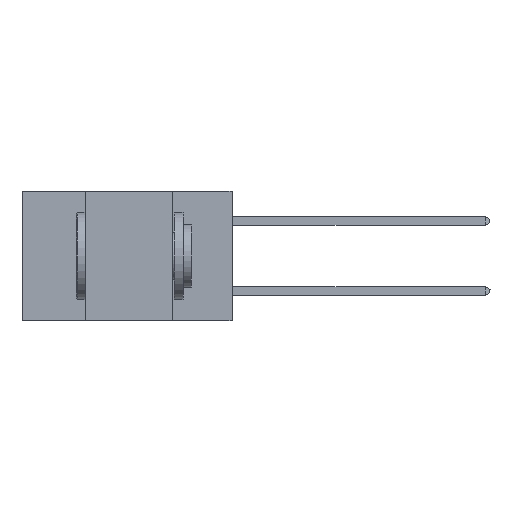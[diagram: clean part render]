
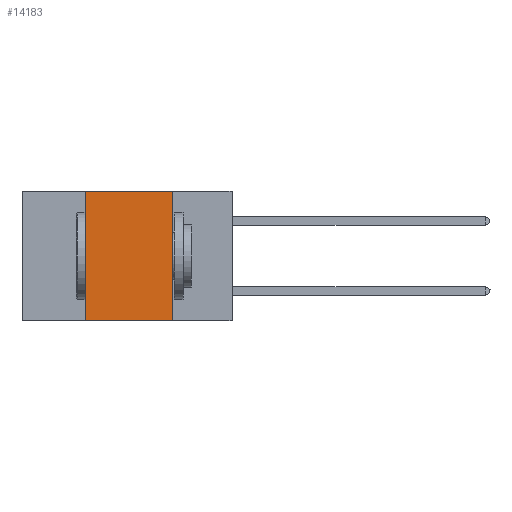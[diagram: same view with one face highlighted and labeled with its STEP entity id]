
A CAD part, left-side view. The second image highlights one B-rep face of the part: STEP entity #14183.
In plain terms, the highlighted planar face has unit normal (-1, 0, 0).
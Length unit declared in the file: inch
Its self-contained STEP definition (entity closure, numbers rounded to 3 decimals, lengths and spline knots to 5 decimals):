
#556 = EDGE_CURVE ( 'NONE', #23663, #13319, #19584, .T. ) ;
#1010 = DIRECTION ( 'NONE',  ( 0., -1., 0. ) ) ;
#1109 = CARTESIAN_POINT ( 'NONE',  ( 0., 0.6, -0.37 ) ) ;
#1709 = EDGE_CURVE ( 'NONE', #23663, #17933, #13282, .T. ) ;
#2412 = VECTOR ( 'NONE', #14306, 39.37008 ) ;
#2829 = VECTOR ( 'NONE', #16476, 39.37008 ) ;
#4230 = ORIENTED_EDGE ( 'NONE', *, *, #28538, .F. ) ;
#4972 = ORIENTED_EDGE ( 'NONE', *, *, #24824, .F. ) ;
#5059 = ORIENTED_EDGE ( 'NONE', *, *, #556, .F. ) ;
#5248 = CARTESIAN_POINT ( 'NONE',  ( 0., 0.17, 0. ) ) ;
#5944 = VERTEX_POINT ( 'NONE', #7181 ) ;
#6254 = ORIENTED_EDGE ( 'NONE', *, *, #1709, .T. ) ;
#7181 = CARTESIAN_POINT ( 'NONE',  ( 0., 0.17, 0. ) ) ;
#7988 = DIRECTION ( 'NONE',  ( 1., 0., 0. ) ) ;
#8900 = CARTESIAN_POINT ( 'NONE',  ( 0., 0.17, -0.37 ) ) ;
#11513 = VECTOR ( 'NONE', #20826, 39.37008 ) ;
#12885 = LINE ( 'NONE', #5248, #11513 ) ;
#12944 = AXIS2_PLACEMENT_3D ( 'NONE', #21260, #7988, #23457 ) ;
#13282 = LINE ( 'NONE', #1109, #24324 ) ;
#13319 = VERTEX_POINT ( 'NONE', #27811 ) ;
#14183 = ADVANCED_FACE ( 'NONE', ( #21304 ), #16891, .F. ) ;
#14306 = DIRECTION ( 'NONE',  ( 0., 0., 1. ) ) ;
#16476 = DIRECTION ( 'NONE',  ( 0., -1., 0. ) ) ;
#16891 = PLANE ( 'NONE',  #12944 ) ;
#17933 = VERTEX_POINT ( 'NONE', #8900 ) ;
#19584 = LINE ( 'NONE', #28105, #2412 ) ;
#19967 = LINE ( 'NONE', #27454, #2829 ) ;
#20826 = DIRECTION ( 'NONE',  ( 0., 0., -1. ) ) ;
#21260 = CARTESIAN_POINT ( 'NONE',  ( 0., 0.6, 0. ) ) ;
#21304 = FACE_OUTER_BOUND ( 'NONE', #28632, .T. ) ;
#23457 = DIRECTION ( 'NONE',  ( 0., 0., -1. ) ) ;
#23663 = VERTEX_POINT ( 'NONE', #25851 ) ;
#24324 = VECTOR ( 'NONE', #1010, 39.37008 ) ;
#24824 = EDGE_CURVE ( 'NONE', #13319, #5944, #19967, .T. ) ;
#25851 = CARTESIAN_POINT ( 'NONE',  ( 0., 0.42, -0.37 ) ) ;
#27454 = CARTESIAN_POINT ( 'NONE',  ( 0., 0.6, 0. ) ) ;
#27811 = CARTESIAN_POINT ( 'NONE',  ( 0., 0.42, 0. ) ) ;
#28105 = CARTESIAN_POINT ( 'NONE',  ( 0., 0.42, 0. ) ) ;
#28538 = EDGE_CURVE ( 'NONE', #5944, #17933, #12885, .T. ) ;
#28632 = EDGE_LOOP ( 'NONE', ( #4230, #4972, #5059, #6254 ) ) ;
